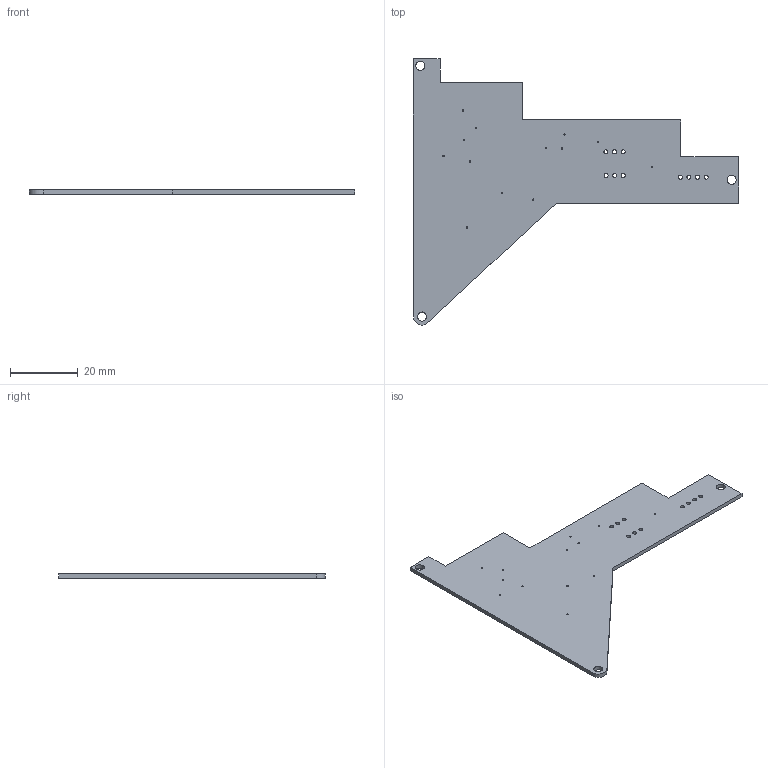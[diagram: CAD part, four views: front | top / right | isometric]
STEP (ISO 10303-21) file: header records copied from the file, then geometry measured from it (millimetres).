
FILE_DESCRIPTION(('FreeCAD Model'),'2;1');
FILE_NAME('EWI-Right.step', '2019-10-31T10:53:15',('Author'),(''), 'Open CASCADE STEP processor 7.3','FreeCAD','Unknown');
FILE_SCHEMA(('AUTOMOTIVE_DESIGN { 1 0 10303 214 1 1 1 1 }'));
Length unit declared in the file: millimetre
Products named in the file (6): EWI_Right; Board_Geoms; Local_CS; Pcb; Open CASCADE STEP translator 7.3 1.1.2.1; Step_Models
Assembly tree (5 placements, depth 4):
  EWI_Right
    Board_Geoms
      Local_CS
      Pcb
        Open CASCADE STEP translator 7.3 1.1.2.1
    Step_Models
Bounding box: 96.14 x 78.75 x 1.2 mm (x, y, z)
Volume: 4069.8 mm3; surface area: 7270.4 mm2
Topology: 1 solids, 1 shells, 41 faces, 117 edges, 78 vertices
Faces by surface type: cylinder 27, plane 14
Full cylindrical faces by diameter (mm): 0.4 x13, 1.2 x10, 2.7 x3
Entity records: 1580 total; most frequent: DIRECTION 265, CARTESIAN_POINT 242, ORIENTED_EDGE 234, EDGE_CURVE 117, AXIS2_PLACEMENT_3D 101, FACE_BOUND 93, EDGE_LOOP 93, VERTEX_POINT 78
